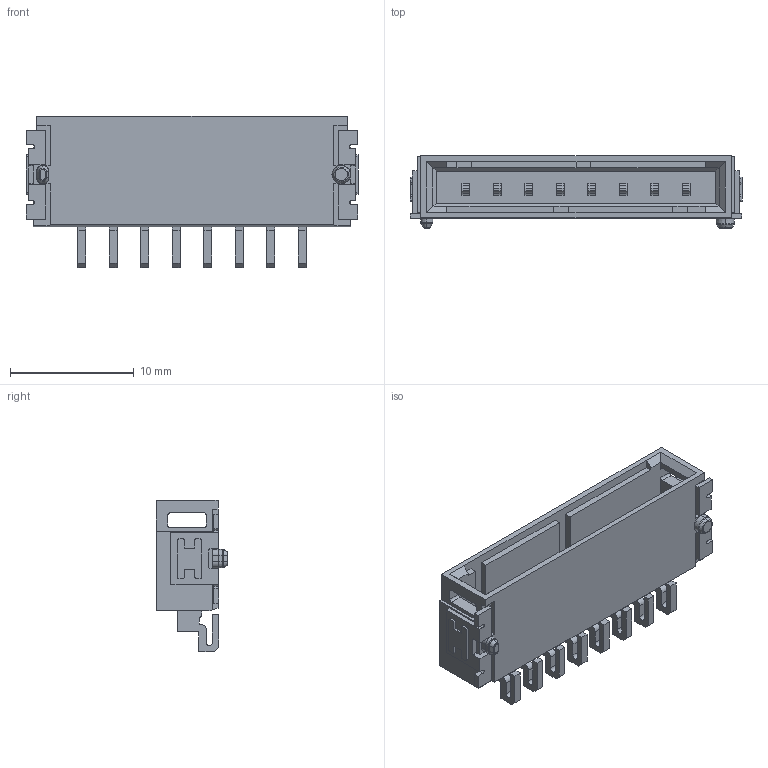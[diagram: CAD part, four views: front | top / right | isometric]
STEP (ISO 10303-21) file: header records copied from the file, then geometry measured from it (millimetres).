
FILE_DESCRIPTION (( 'STEP AP214' ), '1' );
FILE_NAME ('284121.STEP', '2012-06-01T05:06:22', ( 'ERNI Electronics GmbH' ), ( 'ERNI Electronics GmbH' ), 'SwSTEP 2.0', 'SolidWorks 2011', '' );
FILE_SCHEMA (( 'AUTOMOTIVE_DESIGN' ));
Length unit declared in the file: millimetre
Products named in the file (1): 284121
Bounding box: 26.78 x 5.8 x 12.2 mm (x, y, z)
Volume: 693.3 mm3; surface area: 1458 mm2
Topology: 1 solids, 1 shells, 495 faces, 1350 edges, 881 vertices
Faces by surface type: plane 354, cylinder 121, cone 10, torus 10
Entity records: 20988 total; most frequent: CARTESIAN_POINT 2727, ORIENTED_EDGE 2700, DIRECTION 2615, EDGE_CURVE 1350, VECTOR 1077, LINE 1077, VERTEX_POINT 881, AXIS2_PLACEMENT_3D 769
